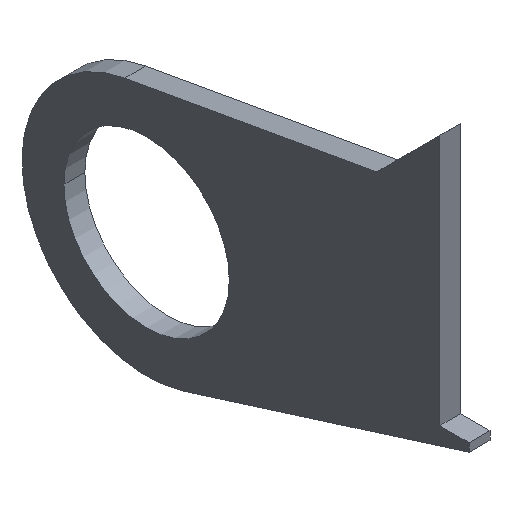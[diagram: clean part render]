
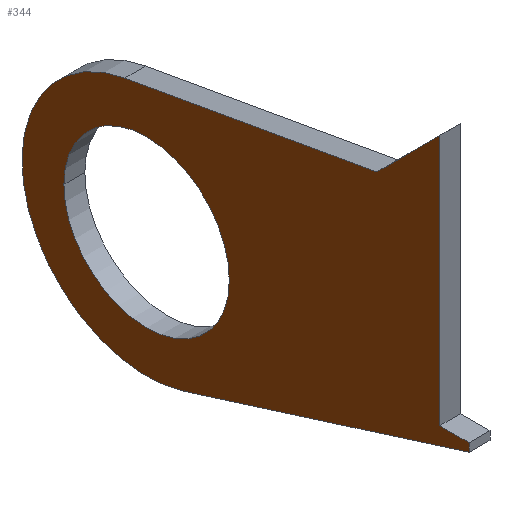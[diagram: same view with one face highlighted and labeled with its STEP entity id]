
A CAD part, isometric view. The second image highlights one B-rep face of the part: STEP entity #344.
In plain terms, the highlighted planar face has unit normal (-1, 0, 0).
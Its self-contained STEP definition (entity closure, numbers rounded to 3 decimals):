
#61=CARTESIAN_POINT('Vertex',(0.,-8.914,6.617)) ;
#66=CARTESIAN_POINT('Axis2P3D Location',(0.,0.,35.)) ;
#70=CARTESIAN_POINT('Vertex',(0.,5.21,64.29)) ;
#97=CARTESIAN_POINT('Line Origine',(0.,-24.895,69.645)) ;
#101=CARTESIAN_POINT('Vertex',(0.,-55.,75.)) ;
#128=CARTESIAN_POINT('Line Origine',(0.,-62.5,82.5)) ;
#132=CARTESIAN_POINT('Vertex',(0.,-70.,90.)) ;
#159=CARTESIAN_POINT('Line Origine',(0.,-70.,60.)) ;
#163=CARTESIAN_POINT('Vertex',(0.,-70.,30.)) ;
#190=CARTESIAN_POINT('Line Origine',(0.,-73.5,30.)) ;
#194=CARTESIAN_POINT('Vertex',(0.,-77.,30.)) ;
#221=CARTESIAN_POINT('Line Origine',(0.,-77.,29.)) ;
#225=CARTESIAN_POINT('Vertex',(0.,-77.,28.)) ;
#252=CARTESIAN_POINT('Line Origine',(0.,-42.957,17.308)) ;
#287=CARTESIAN_POINT('Vertex',(0.,19.75,35.)) ;
#290=CARTESIAN_POINT('Axis2P3D Location',(0.,0.,35.)) ;
#294=CARTESIAN_POINT('Vertex',(0.,-19.75,35.)) ;
#314=CARTESIAN_POINT('Axis2P3D Location',(0.,0.,35.)) ;
#326=CARTESIAN_POINT('Axis2P3D Location',(0.,0.,0.)) ;
#67=DIRECTION('Axis2P3D Direction',(1.,0.,0.)) ;
#98=DIRECTION('Vector Direction',(0.,0.985,-0.175)) ;
#129=DIRECTION('Vector Direction',(0.,-0.707,0.707)) ;
#160=DIRECTION('Vector Direction',(0.,0.,1.)) ;
#191=DIRECTION('Vector Direction',(0.,1.,0.)) ;
#222=DIRECTION('Vector Direction',(0.,0.,1.)) ;
#253=DIRECTION('Vector Direction',(0.,0.954,-0.3)) ;
#291=DIRECTION('Axis2P3D Direction',(1.,0.,0.)) ;
#315=DIRECTION('Axis2P3D Direction',(1.,0.,0.)) ;
#327=DIRECTION('Axis2P3D Direction',(1.,0.,0.)) ;
#328=DIRECTION('Axis2P3D XDirection',(0.,1.,0.)) ;
#68=AXIS2_PLACEMENT_3D('Circle Axis2P3D',#66,#67,$) ;
#292=AXIS2_PLACEMENT_3D('Circle Axis2P3D',#290,#291,$) ;
#316=AXIS2_PLACEMENT_3D('Circle Axis2P3D',#314,#315,$) ;
#329=AXIS2_PLACEMENT_3D('Plane Axis2P3D',#326,#327,#328) ;
#332=ORIENTED_EDGE('',*,*,#256,.F.) ;
#333=ORIENTED_EDGE('',*,*,#227,.F.) ;
#334=ORIENTED_EDGE('',*,*,#196,.F.) ;
#335=ORIENTED_EDGE('',*,*,#165,.F.) ;
#336=ORIENTED_EDGE('',*,*,#134,.F.) ;
#337=ORIENTED_EDGE('',*,*,#103,.F.) ;
#338=ORIENTED_EDGE('',*,*,#72,.F.) ;
#341=ORIENTED_EDGE('',*,*,#318,.T.) ;
#342=ORIENTED_EDGE('',*,*,#296,.T.) ;
#343=FACE_BOUND('',#340,.T.) ;
#99=VECTOR('Line Direction',#98,1.) ;
#130=VECTOR('Line Direction',#129,1.) ;
#161=VECTOR('Line Direction',#160,1.) ;
#192=VECTOR('Line Direction',#191,1.) ;
#223=VECTOR('Line Direction',#222,1.) ;
#254=VECTOR('Line Direction',#253,1.) ;
#344=ADVANCED_FACE('PartBody',(#339,#343),#330,.F.) ;
#69=CIRCLE('generated circle',#68,29.75) ;
#293=CIRCLE('generated circle',#292,19.75) ;
#317=CIRCLE('generated circle',#316,19.75) ;
#72=EDGE_CURVE('',#62,#71,#69,.T.) ;
#103=EDGE_CURVE('',#71,#102,#100,.F.) ;
#134=EDGE_CURVE('',#102,#133,#131,.T.) ;
#165=EDGE_CURVE('',#133,#164,#162,.F.) ;
#196=EDGE_CURVE('',#164,#195,#193,.F.) ;
#227=EDGE_CURVE('',#195,#226,#224,.F.) ;
#256=EDGE_CURVE('',#226,#62,#255,.T.) ;
#296=EDGE_CURVE('',#295,#288,#293,.T.) ;
#318=EDGE_CURVE('',#288,#295,#317,.T.) ;
#331=EDGE_LOOP('',(#332,#333,#334,#335,#336,#337,#338)) ;
#340=EDGE_LOOP('',(#341,#342)) ;
#339=FACE_OUTER_BOUND('',#331,.T.) ;
#100=LINE('Line',#97,#99) ;
#131=LINE('Line',#128,#130) ;
#162=LINE('Line',#159,#161) ;
#193=LINE('Line',#190,#192) ;
#224=LINE('Line',#221,#223) ;
#255=LINE('Line',#252,#254) ;
#330=PLANE('Plane',#329) ;
#62=VERTEX_POINT('',#61) ;
#71=VERTEX_POINT('',#70) ;
#102=VERTEX_POINT('',#101) ;
#133=VERTEX_POINT('',#132) ;
#164=VERTEX_POINT('',#163) ;
#195=VERTEX_POINT('',#194) ;
#226=VERTEX_POINT('',#225) ;
#288=VERTEX_POINT('',#287) ;
#295=VERTEX_POINT('',#294) ;
